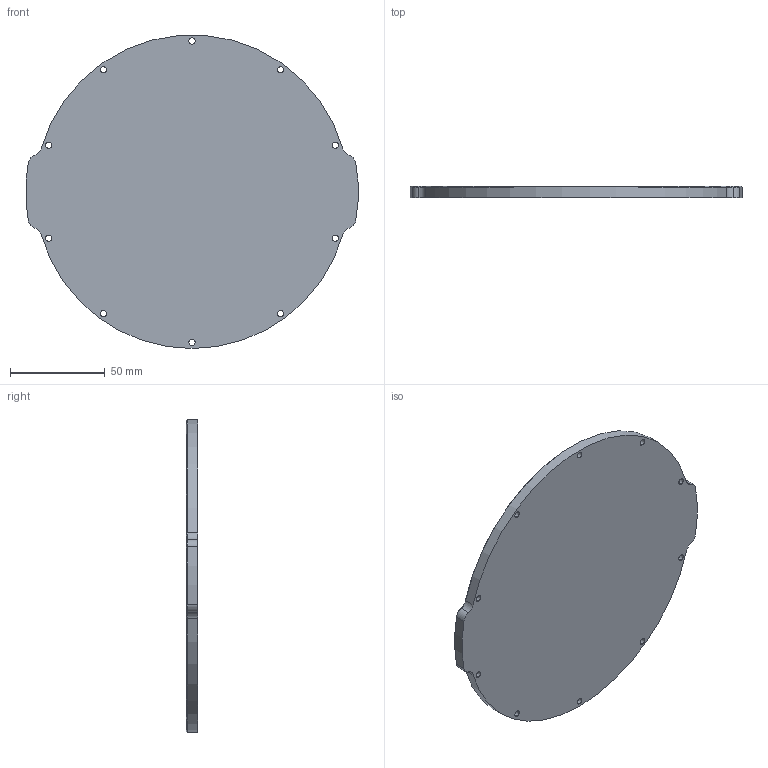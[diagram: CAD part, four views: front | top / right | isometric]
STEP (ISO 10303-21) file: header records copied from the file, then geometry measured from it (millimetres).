
FILE_DESCRIPTION (( 'STEP AP214' ), '1' );
FILE_NAME ('WTE6-M-END-CAP-R1.STEP', '2018-10-16T22:58:59', ( '' ), ( '' ), 'SwSTEP 2.0', 'SolidWorks 2016', '' );
FILE_SCHEMA (( 'AUTOMOTIVE_DESIGN' ));
Length unit declared in the file: millimetre
Products named in the file (1): WTE6-M-END-CAP-R1
Bounding box: 174.8 x 6 x 164.79 mm (x, y, z)
Volume: 130172.3 mm3; surface area: 47061.8 mm2
Topology: 1 solids, 1 shells, 48 faces, 125 edges, 79 vertices
Faces by surface type: cylinder 33, cone 13, plane 2
Entity records: 1578 total; most frequent: DIRECTION 302, CARTESIAN_POINT 253, ORIENTED_EDGE 250, AXIS2_PLACEMENT_3D 128, EDGE_CURVE 125, VERTEX_POINT 79, CIRCLE 79, EDGE_LOOP 68
